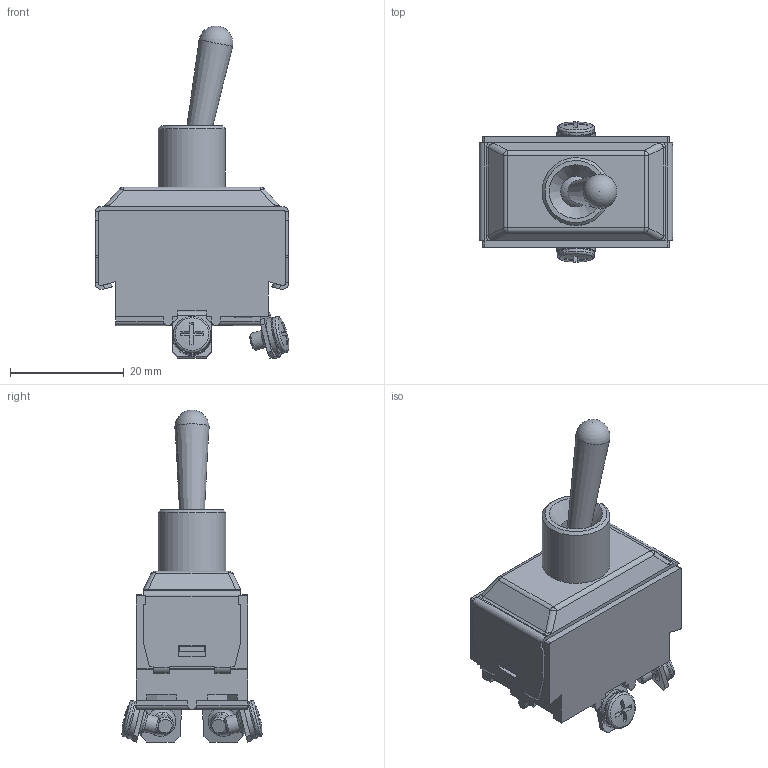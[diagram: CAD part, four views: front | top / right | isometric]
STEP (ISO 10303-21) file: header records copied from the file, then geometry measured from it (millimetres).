
FILE_DESCRIPTION(/* description */ (''),/* implementation_level */ '2;1');
FILE_NAME(/* name */ 'ST262D00.stp',/* time_stamp */ '2025-06-04T08:18:57-05:00',/* author */ ('mroman'),/* organization */ (''),/* preprocessor_version */ 'ST-DEVELOPER v18.1',/* originating_system */ 'Autodesk Inventor 2022',/* authorisation */ '');
FILE_SCHEMA (('AUTOMOTIVE_DESIGN { 1 0 10303 214 3 1 1 }'));
Length unit declared in the file: centimetre
Products named in the file (1): ST262D00
Bounding box: 34.02 x 24.61 x 58.3 mm (x, y, z)
Volume: 15315.2 mm3; surface area: 5861.2 mm2
Topology: 1 solids, 6 shells, 436 faces, 1149 edges, 722 vertices
Faces by surface type: plane 301, cylinder 73, torus 24, bspline 20, cone 11, sphere 7
Full cylindrical faces by diameter (mm): 2 x4, 3.1 x8, 4 x1, 5.4 x2, 6.529 x4, 6.733 x4
Entity records: 14913 total; most frequent: CARTESIAN_POINT 4167, ORIENTED_EDGE 2288, DIRECTION 2126, EDGE_CURVE 1144, LINE 792, VECTOR 792, VERTEX_POINT 722, AXIS2_PLACEMENT_3D 667
